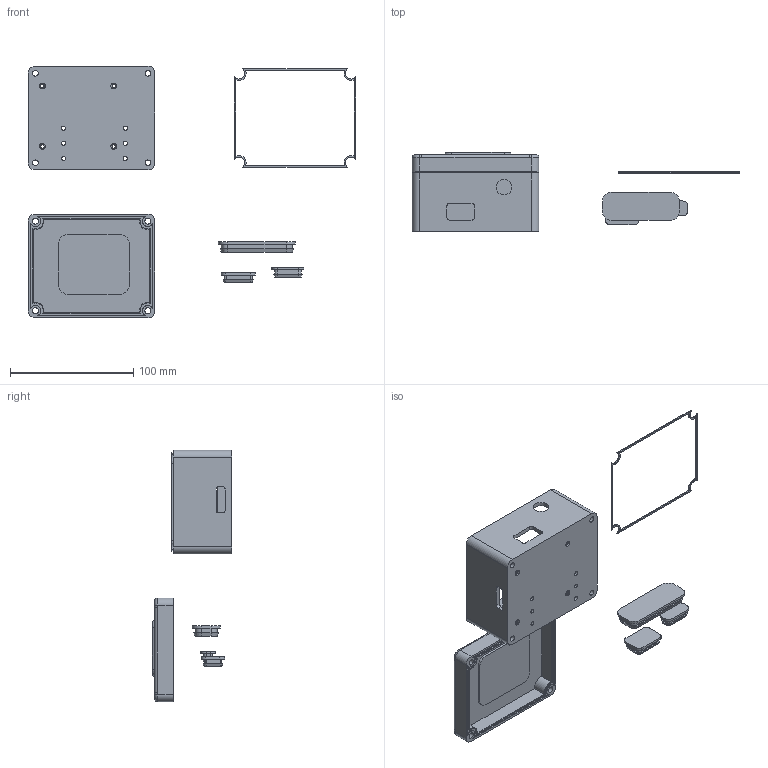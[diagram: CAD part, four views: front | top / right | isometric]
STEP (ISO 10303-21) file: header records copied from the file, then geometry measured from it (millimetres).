
FILE_DESCRIPTION(/* description */ (''),/* implementation_level */ '2;1');
FILE_NAME(/* name */ 'RASPBERRY PI 3 v5 v6.step',/* time_stamp */ '2017-06-23T16:48:47-07:00',/* author */ (''),/* organization */ (''),/* preprocessor_version */ 'ST-DEVELOPER v16.13',/* originating_system */ 'Autodesk Translation Framework v6.1.1.50',/* authorisation */ '');
FILE_SCHEMA (('AUTOMOTIVE_DESIGN { 1 0 10303 214 3 1 1 }'));
Length unit declared in the file: millimetre
Products named in the file (3): RASPBERRY PI 3 v5 v6; Component3; Component4
Assembly tree (2 placements, depth 3):
  RASPBERRY PI 3 v5 v6
    Component3
      Component4
Bounding box: 265.55 x 64.2 x 204.25 mm (x, y, z)
Volume: 141858.6 mm3; surface area: 93090.5 mm2
Topology: 7 solids, 7 shells, 347 faces, 874 edges, 563 vertices
Faces by surface type: plane 170, cylinder 129, cone 22, bspline 22, torus 4
Full cylindrical faces by diameter (mm): 2.9 x4, 3.4 x6, 4.6 x4, 4.8 x8, 6 x4, 7.6 x4, 12.75 x1
Entity records: 10612 total; most frequent: CARTESIAN_POINT 2065, DIRECTION 1800, ORIENTED_EDGE 1670, EDGE_CURVE 835, AXIS2_PLACEMENT_3D 647, VERTEX_POINT 555, LINE 506, VECTOR 506
